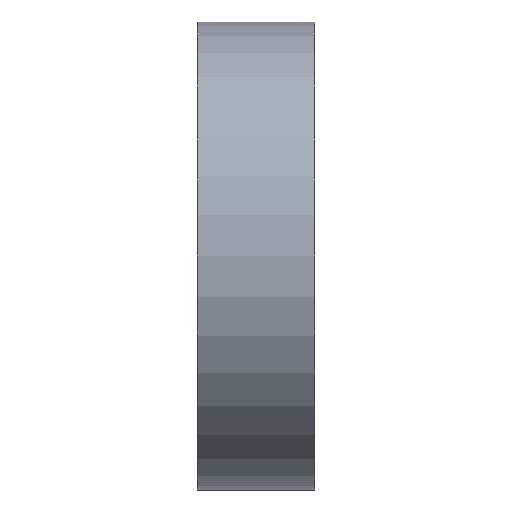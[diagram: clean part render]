
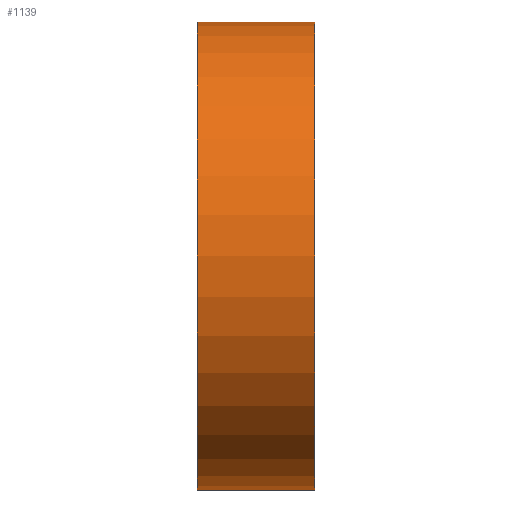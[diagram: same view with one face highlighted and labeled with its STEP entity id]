
A CAD part, left-side view. The second image highlights one B-rep face of the part: STEP entity #1139.
In plain terms, the highlighted cylindrical face has radius 25.4 mm (diameter 50.8 mm), a full revolution.
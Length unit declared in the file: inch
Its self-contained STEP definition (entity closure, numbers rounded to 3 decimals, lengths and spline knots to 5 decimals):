
#101=CIRCLE('',#1289,1.);
#102=CIRCLE('',#1290,1.);
#103=CIRCLE('',#1291,1.);
#104=CIRCLE('',#1292,1.);
#141=CYLINDRICAL_SURFACE('',#1288,1.);
#196=FACE_OUTER_BOUND('',#253,.T.);
#253=EDGE_LOOP('',(#947,#948,#949,#950,#951,#952));
#360=LINE('',#1985,#451);
#451=VECTOR('',#1645,1.);
#560=VERTEX_POINT('',#1980);
#561=VERTEX_POINT('',#1981);
#562=VERTEX_POINT('',#1984);
#563=VERTEX_POINT('',#1986);
#726=EDGE_CURVE('',#560,#561,#101,.T.);
#727=EDGE_CURVE('',#561,#560,#102,.T.);
#728=EDGE_CURVE('',#561,#562,#360,.T.);
#729=EDGE_CURVE('',#562,#563,#103,.T.);
#730=EDGE_CURVE('',#563,#562,#104,.T.);
#947=ORIENTED_EDGE('',*,*,#726,.F.);
#948=ORIENTED_EDGE('',*,*,#727,.F.);
#949=ORIENTED_EDGE('',*,*,#728,.T.);
#950=ORIENTED_EDGE('',*,*,#729,.T.);
#951=ORIENTED_EDGE('',*,*,#730,.T.);
#952=ORIENTED_EDGE('',*,*,#728,.F.);
#1139=ADVANCED_FACE('',(#196),#141,.T.);
#1288=AXIS2_PLACEMENT_3D('',#1979,#1639,#1640);
#1289=AXIS2_PLACEMENT_3D('',#1982,#1641,#1642);
#1290=AXIS2_PLACEMENT_3D('',#1983,#1643,#1644);
#1291=AXIS2_PLACEMENT_3D('',#1987,#1646,#1647);
#1292=AXIS2_PLACEMENT_3D('',#1988,#1648,#1649);
#1639=DIRECTION('center_axis',(0.,1.,0.));
#1640=DIRECTION('ref_axis',(-1.,0.,0.));
#1641=DIRECTION('center_axis',(0.,1.,0.));
#1642=DIRECTION('ref_axis',(-1.,0.,0.));
#1643=DIRECTION('center_axis',(0.,1.,0.));
#1644=DIRECTION('ref_axis',(-1.,0.,0.));
#1645=DIRECTION('',(0.,-1.,0.));
#1646=DIRECTION('center_axis',(0.,1.,0.));
#1647=DIRECTION('ref_axis',(-1.,0.,0.));
#1648=DIRECTION('center_axis',(0.,1.,0.));
#1649=DIRECTION('ref_axis',(-1.,0.,0.));
#1979=CARTESIAN_POINT('Origin',(0.,0.,0.));
#1980=CARTESIAN_POINT('',(-1.,0.5,0.));
#1981=CARTESIAN_POINT('',(1.,0.5,0.));
#1982=CARTESIAN_POINT('Origin',(0.,0.5,0.));
#1983=CARTESIAN_POINT('Origin',(0.,0.5,0.));
#1984=CARTESIAN_POINT('',(1.,0.,0.));
#1985=CARTESIAN_POINT('',(1.,0.,0.));
#1986=CARTESIAN_POINT('',(-1.,0.,0.));
#1987=CARTESIAN_POINT('Origin',(0.,0.,0.));
#1988=CARTESIAN_POINT('Origin',(0.,0.,0.));
